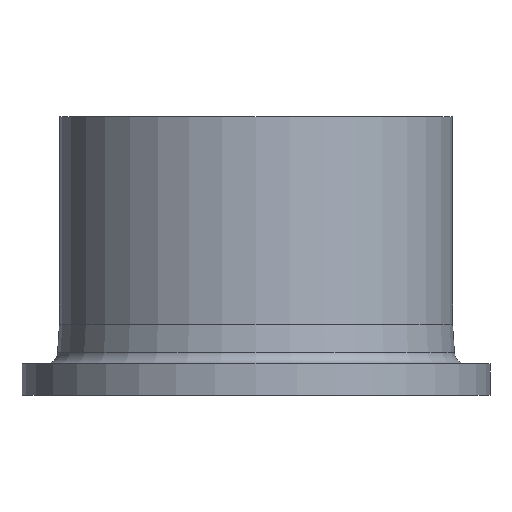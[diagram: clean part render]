
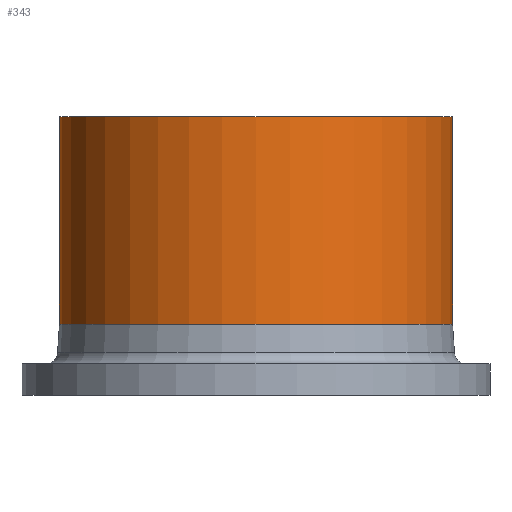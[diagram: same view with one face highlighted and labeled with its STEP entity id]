
A CAD part, front view. The second image highlights one B-rep face of the part: STEP entity #343.
In plain terms, the highlighted cylindrical face has radius 157.5 mm (diameter 315 mm), a partial arc.
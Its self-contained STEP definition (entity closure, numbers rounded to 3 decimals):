
#18 = CARTESIAN_POINT ( 'NONE',  ( 0., 0., 0. ) ) ;
#37 = CARTESIAN_POINT ( 'NONE',  ( 0., 0., 57. ) ) ;
#50 = CARTESIAN_POINT ( 'NONE',  ( 157.5, 0., 223. ) ) ;
#54 = AXIS2_PLACEMENT_3D ( 'NONE', #366, #184, #480 ) ;
#57 = EDGE_CURVE ( 'NONE', #239, #269, #170, .T. ) ;
#70 = AXIS2_PLACEMENT_3D ( 'NONE', #18, #316, #467 ) ;
#82 = LINE ( 'NONE', #87, #331 ) ;
#87 = CARTESIAN_POINT ( 'NONE',  ( -157.5, 0., 0. ) ) ;
#88 = VERTEX_POINT ( 'NONE', #172 ) ;
#89 = FACE_OUTER_BOUND ( 'NONE', #91, .T. ) ;
#91 = EDGE_LOOP ( 'NONE', ( #384, #426, #322, #179 ) ) ;
#100 = EDGE_CURVE ( 'NONE', #239, #88, #417, .T. ) ;
#116 = EDGE_CURVE ( 'NONE', #269, #211, #157, .T. ) ;
#128 = DIRECTION ( 'NONE',  ( 0., 0., -1. ) ) ;
#157 = CIRCLE ( 'NONE', #166, 157.5 ) ;
#159 = CARTESIAN_POINT ( 'NONE',  ( 157.5, 0., 57. ) ) ;
#166 = AXIS2_PLACEMENT_3D ( 'NONE', #37, #190, #446 ) ;
#170 = LINE ( 'NONE', #398, #390 ) ;
#172 = CARTESIAN_POINT ( 'NONE',  ( -157.5, 0., 223. ) ) ;
#179 = ORIENTED_EDGE ( 'NONE', *, *, #116, .F. ) ;
#184 = DIRECTION ( 'NONE',  ( 0., 0., -1. ) ) ;
#190 = DIRECTION ( 'NONE',  ( 0., 0., -1. ) ) ;
#211 = VERTEX_POINT ( 'NONE', #459 ) ;
#239 = VERTEX_POINT ( 'NONE', #50 ) ;
#269 = VERTEX_POINT ( 'NONE', #159 ) ;
#280 = DIRECTION ( 'NONE',  ( 0., 0., -1. ) ) ;
#316 = DIRECTION ( 'NONE',  ( 0., 0., -1. ) ) ;
#322 = ORIENTED_EDGE ( 'NONE', *, *, #342, .T. ) ;
#331 = VECTOR ( 'NONE', #128, 1000. ) ;
#342 = EDGE_CURVE ( 'NONE', #88, #211, #82, .T. ) ;
#343 = ADVANCED_FACE ( 'NONE', ( #89 ), #354, .T. ) ;
#354 = CYLINDRICAL_SURFACE ( 'NONE', #70, 157.5 ) ;
#366 = CARTESIAN_POINT ( 'NONE',  ( 0., 0., 223. ) ) ;
#384 = ORIENTED_EDGE ( 'NONE', *, *, #57, .F. ) ;
#390 = VECTOR ( 'NONE', #280, 1000. ) ;
#398 = CARTESIAN_POINT ( 'NONE',  ( 157.5, 0., 0. ) ) ;
#417 = CIRCLE ( 'NONE', #54, 157.5 ) ;
#426 = ORIENTED_EDGE ( 'NONE', *, *, #100, .T. ) ;
#446 = DIRECTION ( 'NONE',  ( -1., 0., 0. ) ) ;
#459 = CARTESIAN_POINT ( 'NONE',  ( -157.5, 0., 57. ) ) ;
#467 = DIRECTION ( 'NONE',  ( -1., 0., 0. ) ) ;
#480 = DIRECTION ( 'NONE',  ( -1., 0., 0. ) ) ;
